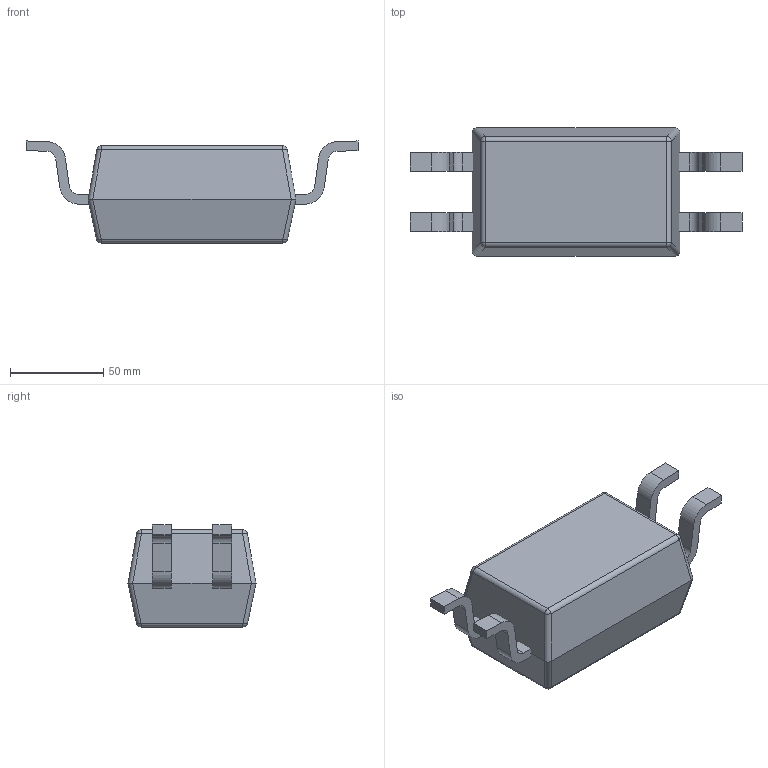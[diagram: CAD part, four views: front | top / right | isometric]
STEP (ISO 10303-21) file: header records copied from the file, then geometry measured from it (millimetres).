
FILE_DESCRIPTION((''),'2;1');
FILE_NAME('SSOP4_ASM','2023-06-07T',('Administrator'),(''),'PRO/ENGINEER BY PARAMETRIC TECHNOLOGY CORPORATION, 2014200','PRO/ENGINEER BY PARAMETRIC TECHNOLOGY CORPORATION, 2014200','');
FILE_SCHEMA(('CONFIG_CONTROL_DESIGN'));
Length unit declared in the file: inch
Products named in the file (3): SSOP4TT; SSOP4LJ; SSOP4_ASM
Assembly tree (2 placements, depth 2):
  SSOP4_ASM
    SSOP4TT
    SSOP4LJ
Bounding box: 177.8 x 68.58 x 54.69 mm (x, y, z)
Volume: 373960.7 mm3; surface area: 42806.3 mm2
Topology: 3 solids, 3 shells, 81 faces, 190 edges, 116 vertices
Faces by surface type: plane 39, cylinder 34, sphere 8
Entity records: 2404 total; most frequent: CARTESIAN_POINT 424, DIRECTION 418, ORIENTED_EDGE 380, EDGE_CURVE 190, AXIS2_PLACEMENT_3D 146, VECTOR 126, LINE 126, VERTEX_POINT 116
